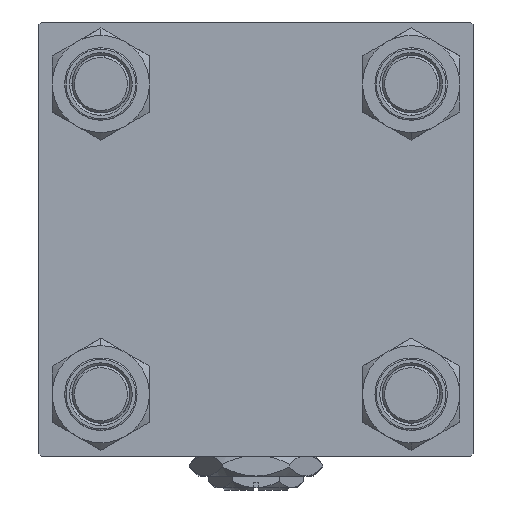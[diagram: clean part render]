
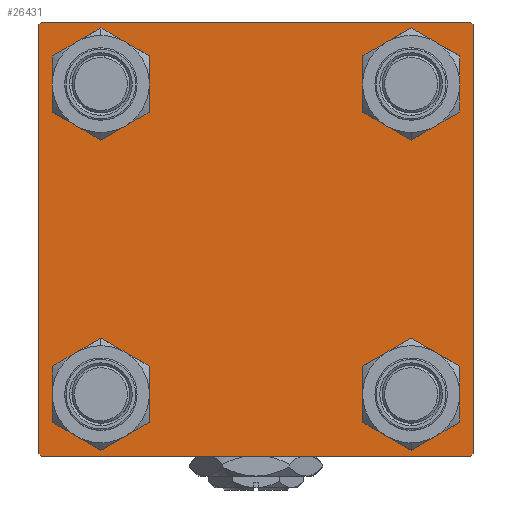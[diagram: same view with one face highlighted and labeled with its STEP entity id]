
A CAD part, left-side view. The second image highlights one B-rep face of the part: STEP entity #26431.
In plain terms, the highlighted planar face has unit normal (-1, 0, 0).
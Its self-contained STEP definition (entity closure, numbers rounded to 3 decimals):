
#302 = EDGE_CURVE ( 'NONE', #32155, #43701, #31851, .T. ) ;
#1272 = EDGE_CURVE ( 'NONE', #20871, #45113, #31828, .T. ) ;
#1284 = DIRECTION ( 'NONE',  ( 0., 0., 1. ) ) ;
#1471 = CIRCLE ( 'NONE', #49167, 6.5 ) ;
#1853 = CARTESIAN_POINT ( 'NONE',  ( 0., 45., 44.5 ) ) ;
#2075 = CARTESIAN_POINT ( 'NONE',  ( 0., -32.15, 32.15 ) ) ;
#2224 = DIRECTION ( 'NONE',  ( 0., -1., 0. ) ) ;
#2624 = CIRCLE ( 'NONE', #8599, 6.5 ) ;
#3299 = CARTESIAN_POINT ( 'NONE',  ( 0., 44.5, -45. ) ) ;
#3919 = CARTESIAN_POINT ( 'NONE',  ( 0., -45., 44.5 ) ) ;
#4259 = VECTOR ( 'NONE', #45703, 1000. ) ;
#4560 = DIRECTION ( 'NONE',  ( 0., 0., 1. ) ) ;
#4569 = LINE ( 'NONE', #21105, #32376 ) ;
#5649 = FACE_BOUND ( 'NONE', #41161, .T. ) ;
#5923 = EDGE_CURVE ( 'NONE', #45113, #20871, #43918, .T. ) ;
#6392 = DIRECTION ( 'NONE',  ( 0., -1., 0. ) ) ;
#6496 = LINE ( 'NONE', #35022, #20799 ) ;
#7061 = CARTESIAN_POINT ( 'NONE',  ( 0., -44.75, 44.75 ) ) ;
#7308 = EDGE_CURVE ( 'NONE', #43701, #29815, #17049, .T. ) ;
#7587 = DIRECTION ( 'NONE',  ( 0., 0.707, -0.707 ) ) ;
#8528 = EDGE_CURVE ( 'NONE', #29815, #28919, #23104, .T. ) ;
#8599 = AXIS2_PLACEMENT_3D ( 'NONE', #46634, #37814, #1284 ) ;
#8679 = ORIENTED_EDGE ( 'NONE', *, *, #46422, .T. ) ;
#9186 = CIRCLE ( 'NONE', #12611, 6.5 ) ;
#9541 = ORIENTED_EDGE ( 'NONE', *, *, #20355, .T. ) ;
#9691 = VERTEX_POINT ( 'NONE', #46553 ) ;
#10172 = CARTESIAN_POINT ( 'NONE',  ( 0., 0., 0. ) ) ;
#10230 = CIRCLE ( 'NONE', #40046, 6.5 ) ;
#10326 = EDGE_CURVE ( 'NONE', #9691, #21854, #9186, .T. ) ;
#10371 = CIRCLE ( 'NONE', #34204, 6.5 ) ;
#10419 = EDGE_CURVE ( 'NONE', #28919, #15701, #51210, .T. ) ;
#11373 = ORIENTED_EDGE ( 'NONE', *, *, #51150, .T. ) ;
#11838 = ORIENTED_EDGE ( 'NONE', *, *, #7308, .T. ) ;
#12420 = CARTESIAN_POINT ( 'NONE',  ( 0., 32.15, 38.65 ) ) ;
#12503 = EDGE_CURVE ( 'NONE', #21854, #9691, #1471, .T. ) ;
#12505 = ORIENTED_EDGE ( 'NONE', *, *, #34754, .F. ) ;
#12534 = EDGE_LOOP ( 'NONE', ( #11838, #49090, #33904, #47566, #45521, #14043, #12505, #30096 ) ) ;
#12611 = AXIS2_PLACEMENT_3D ( 'NONE', #17338, #41109, #4560 ) ;
#12927 = CARTESIAN_POINT ( 'NONE',  ( 0., 32.15, -25.65 ) ) ;
#13398 = DIRECTION ( 'NONE',  ( 0., 0., 1. ) ) ;
#13576 = CARTESIAN_POINT ( 'NONE',  ( 0., 45., 45. ) ) ;
#14043 = ORIENTED_EDGE ( 'NONE', *, *, #39199, .T. ) ;
#14825 = VERTEX_POINT ( 'NONE', #25933 ) ;
#15118 = ORIENTED_EDGE ( 'NONE', *, *, #10326, .T. ) ;
#15701 = VERTEX_POINT ( 'NONE', #16371 ) ;
#16060 = DIRECTION ( 'NONE',  ( 1., 0., 0. ) ) ;
#16327 = CARTESIAN_POINT ( 'NONE',  ( 0., 32.15, 32.15 ) ) ;
#16371 = CARTESIAN_POINT ( 'NONE',  ( 0., -44.5, -45. ) ) ;
#16983 = DIRECTION ( 'NONE',  ( 0., 0., 1. ) ) ;
#17049 = LINE ( 'NONE', #13576, #21848 ) ;
#17087 = EDGE_LOOP ( 'NONE', ( #38268, #24336 ) ) ;
#17338 = CARTESIAN_POINT ( 'NONE',  ( 0., 32.15, -32.15 ) ) ;
#18425 = VERTEX_POINT ( 'NONE', #22741 ) ;
#18610 = DIRECTION ( 'NONE',  ( 0., 0., 1. ) ) ;
#18730 = EDGE_CURVE ( 'NONE', #36828, #20938, #4569, .T. ) ;
#19532 = CARTESIAN_POINT ( 'NONE',  ( 0., 32.15, 32.15 ) ) ;
#19801 = DIRECTION ( 'NONE',  ( 0., 0., 1. ) ) ;
#20355 = EDGE_CURVE ( 'NONE', #23109, #28950, #2624, .T. ) ;
#20799 = VECTOR ( 'NONE', #2224, 1000. ) ;
#20846 = DIRECTION ( 'NONE',  ( 0., 0., -1. ) ) ;
#20871 = VERTEX_POINT ( 'NONE', #44153 ) ;
#20938 = VERTEX_POINT ( 'NONE', #38219 ) ;
#21105 = CARTESIAN_POINT ( 'NONE',  ( 0., -45., 45. ) ) ;
#21417 = LINE ( 'NONE', #37668, #4259 ) ;
#21810 = VECTOR ( 'NONE', #23065, 1000. ) ;
#21848 = VECTOR ( 'NONE', #37573, 1000. ) ;
#21854 = VERTEX_POINT ( 'NONE', #12927 ) ;
#22728 = DIRECTION ( 'NONE',  ( 0., 0., 1. ) ) ;
#22741 = CARTESIAN_POINT ( 'NONE',  ( 0., -32.15, 38.65 ) ) ;
#23059 = VERTEX_POINT ( 'NONE', #32120 ) ;
#23065 = DIRECTION ( 'NONE',  ( 0., 0.707, 0.707 ) ) ;
#23104 = LINE ( 'NONE', #39106, #37238 ) ;
#23109 = VERTEX_POINT ( 'NONE', #24124 ) ;
#23303 = AXIS2_PLACEMENT_3D ( 'NONE', #19532, #27534, #19801 ) ;
#23309 = CARTESIAN_POINT ( 'NONE',  ( 0., -32.15, -25.65 ) ) ;
#24124 = CARTESIAN_POINT ( 'NONE',  ( 0., -32.15, -38.65 ) ) ;
#24336 = ORIENTED_EDGE ( 'NONE', *, *, #1272, .T. ) ;
#24906 = CARTESIAN_POINT ( 'NONE',  ( 0., 45., -44.5 ) ) ;
#25923 = FACE_BOUND ( 'NONE', #17087, .T. ) ;
#25933 = CARTESIAN_POINT ( 'NONE',  ( 0., -32.15, 25.65 ) ) ;
#26431 = ADVANCED_FACE ( 'NONE', ( #30181, #5649, #37658, #25923, #42206 ), #38177, .T. ) ;
#27410 = ORIENTED_EDGE ( 'NONE', *, *, #12503, .T. ) ;
#27534 = DIRECTION ( 'NONE',  ( 1., 0., 0. ) ) ;
#27858 = CARTESIAN_POINT ( 'NONE',  ( 0., 44.75, 44.75 ) ) ;
#28919 = VERTEX_POINT ( 'NONE', #3299 ) ;
#28950 = VERTEX_POINT ( 'NONE', #23309 ) ;
#29462 = EDGE_LOOP ( 'NONE', ( #27410, #15118 ) ) ;
#29815 = VERTEX_POINT ( 'NONE', #24906 ) ;
#30096 = ORIENTED_EDGE ( 'NONE', *, *, #302, .T. ) ;
#30181 = FACE_BOUND ( 'NONE', #51263, .T. ) ;
#30608 = DIRECTION ( 'NONE',  ( 1., 0., 0. ) ) ;
#31828 = CIRCLE ( 'NONE', #23303, 6.5 ) ;
#31851 = LINE ( 'NONE', #27858, #40336 ) ;
#32120 = CARTESIAN_POINT ( 'NONE',  ( 0., -44.5, 45. ) ) ;
#32155 = VERTEX_POINT ( 'NONE', #44046 ) ;
#32376 = VECTOR ( 'NONE', #20846, 1000. ) ;
#32541 = CIRCLE ( 'NONE', #46180, 6.5 ) ;
#33904 = ORIENTED_EDGE ( 'NONE', *, *, #10419, .T. ) ;
#34197 = DIRECTION ( 'NONE',  ( 0., 0., 1. ) ) ;
#34204 = AXIS2_PLACEMENT_3D ( 'NONE', #2075, #30608, #18610 ) ;
#34712 = VECTOR ( 'NONE', #6392, 1000. ) ;
#34754 = EDGE_CURVE ( 'NONE', #32155, #23059, #6496, .T. ) ;
#34980 = DIRECTION ( 'NONE',  ( 1., 0., 0. ) ) ;
#35022 = CARTESIAN_POINT ( 'NONE',  ( 0., 45., 45. ) ) ;
#36828 = VERTEX_POINT ( 'NONE', #3919 ) ;
#37238 = VECTOR ( 'NONE', #46860, 1000. ) ;
#37507 = CARTESIAN_POINT ( 'NONE',  ( 0., -32.15, 32.15 ) ) ;
#37573 = DIRECTION ( 'NONE',  ( 0., 0., -1. ) ) ;
#37658 = FACE_BOUND ( 'NONE', #29462, .T. ) ;
#37668 = CARTESIAN_POINT ( 'NONE',  ( 0., -44.75, -44.75 ) ) ;
#37673 = DIRECTION ( 'NONE',  ( 1., 0., 0. ) ) ;
#37814 = DIRECTION ( 'NONE',  ( 1., 0., 0. ) ) ;
#38177 = PLANE ( 'NONE',  #46202 ) ;
#38219 = CARTESIAN_POINT ( 'NONE',  ( 0., -45., -44.5 ) ) ;
#38268 = ORIENTED_EDGE ( 'NONE', *, *, #5923, .T. ) ;
#39106 = CARTESIAN_POINT ( 'NONE',  ( 0., 44.75, -44.75 ) ) ;
#39199 = EDGE_CURVE ( 'NONE', #36828, #23059, #47085, .T. ) ;
#40046 = AXIS2_PLACEMENT_3D ( 'NONE', #51531, #34980, #22728 ) ;
#40279 = DIRECTION ( 'NONE',  ( 1., 0., 0. ) ) ;
#40336 = VECTOR ( 'NONE', #7587, 1000. ) ;
#40869 = DIRECTION ( 'NONE',  ( 0., 0., 1. ) ) ;
#41109 = DIRECTION ( 'NONE',  ( 1., 0., 0. ) ) ;
#41161 = EDGE_LOOP ( 'NONE', ( #8679, #9541 ) ) ;
#41945 = DIRECTION ( 'NONE',  ( -1., 0., 0. ) ) ;
#42206 = FACE_OUTER_BOUND ( 'NONE', #12534, .T. ) ;
#42483 = CARTESIAN_POINT ( 'NONE',  ( 0., 32.15, -32.15 ) ) ;
#42946 = CARTESIAN_POINT ( 'NONE',  ( 0., 45., -45. ) ) ;
#43701 = VERTEX_POINT ( 'NONE', #1853 ) ;
#43918 = CIRCLE ( 'NONE', #48184, 6.5 ) ;
#44046 = CARTESIAN_POINT ( 'NONE',  ( 0., 44.5, 45. ) ) ;
#44153 = CARTESIAN_POINT ( 'NONE',  ( 0., 32.15, 25.65 ) ) ;
#45113 = VERTEX_POINT ( 'NONE', #12420 ) ;
#45521 = ORIENTED_EDGE ( 'NONE', *, *, #18730, .F. ) ;
#45703 = DIRECTION ( 'NONE',  ( 0., -0.707, 0.707 ) ) ;
#46180 = AXIS2_PLACEMENT_3D ( 'NONE', #37507, #40279, #16983 ) ;
#46202 = AXIS2_PLACEMENT_3D ( 'NONE', #10172, #41945, #13398 ) ;
#46330 = EDGE_CURVE ( 'NONE', #15701, #20938, #21417, .T. ) ;
#46422 = EDGE_CURVE ( 'NONE', #28950, #23109, #10230, .T. ) ;
#46553 = CARTESIAN_POINT ( 'NONE',  ( 0., 32.15, -38.65 ) ) ;
#46634 = CARTESIAN_POINT ( 'NONE',  ( 0., -32.15, -32.15 ) ) ;
#46860 = DIRECTION ( 'NONE',  ( 0., -0.707, -0.707 ) ) ;
#47085 = LINE ( 'NONE', #7061, #21810 ) ;
#47566 = ORIENTED_EDGE ( 'NONE', *, *, #46330, .T. ) ;
#48184 = AXIS2_PLACEMENT_3D ( 'NONE', #16327, #16060, #40869 ) ;
#48428 = ORIENTED_EDGE ( 'NONE', *, *, #49827, .T. ) ;
#49090 = ORIENTED_EDGE ( 'NONE', *, *, #8528, .T. ) ;
#49167 = AXIS2_PLACEMENT_3D ( 'NONE', #42483, #37673, #34197 ) ;
#49827 = EDGE_CURVE ( 'NONE', #14825, #18425, #10371, .T. ) ;
#51150 = EDGE_CURVE ( 'NONE', #18425, #14825, #32541, .T. ) ;
#51210 = LINE ( 'NONE', #42946, #34712 ) ;
#51263 = EDGE_LOOP ( 'NONE', ( #11373, #48428 ) ) ;
#51531 = CARTESIAN_POINT ( 'NONE',  ( 0., -32.15, -32.15 ) ) ;
